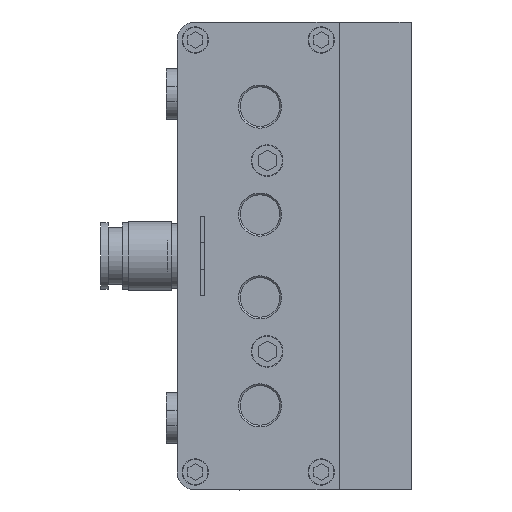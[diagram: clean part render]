
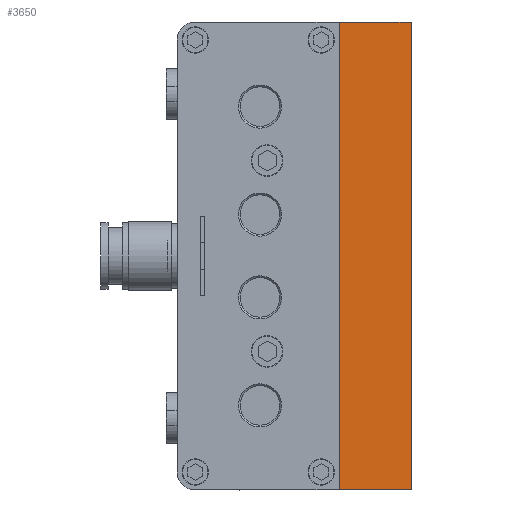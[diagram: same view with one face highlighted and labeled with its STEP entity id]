
A CAD part, left-side view. The second image highlights one B-rep face of the part: STEP entity #3650.
In plain terms, the highlighted planar face has unit normal (-1, 0, 0).
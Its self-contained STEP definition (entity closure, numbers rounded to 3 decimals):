
#950 = EDGE_CURVE ( 'NONE', #10472, #32377, #35463, .T. ) ;
#2375 = LINE ( 'NONE', #22514, #17233 ) ;
#3188 = DIRECTION ( 'NONE',  ( 0., 0., -1. ) ) ;
#3650 = ADVANCED_FACE ( 'NONE', ( #10792 ), #33969, .F. ) ;
#3680 = VECTOR ( 'NONE', #22340, 1000. ) ;
#6030 = DIRECTION ( 'NONE',  ( 1., 0., 0. ) ) ;
#6175 = CARTESIAN_POINT ( 'NONE',  ( -554., -20., 65. ) ) ;
#6189 = VECTOR ( 'NONE', #29205, 1000. ) ;
#7563 = VERTEX_POINT ( 'NONE', #9920 ) ;
#9433 = CARTESIAN_POINT ( 'NONE',  ( -554., -20., 65. ) ) ;
#9920 = CARTESIAN_POINT ( 'NONE',  ( -554., -20., -65. ) ) ;
#10472 = VERTEX_POINT ( 'NONE', #6175 ) ;
#10792 = FACE_OUTER_BOUND ( 'NONE', #11991, .T. ) ;
#11991 = EDGE_LOOP ( 'NONE', ( #20635, #25821, #15555, #14344 ) ) ;
#14344 = ORIENTED_EDGE ( 'NONE', *, *, #950, .T. ) ;
#14380 = CARTESIAN_POINT ( 'NONE',  ( -554., 0., 65. ) ) ;
#14968 = CARTESIAN_POINT ( 'NONE',  ( -554., -20., 65. ) ) ;
#15555 = ORIENTED_EDGE ( 'NONE', *, *, #22074, .F. ) ;
#16636 = DIRECTION ( 'NONE',  ( 0., 1., 0. ) ) ;
#16778 = AXIS2_PLACEMENT_3D ( 'NONE', #14968, #6030, #3188 ) ;
#17028 = CARTESIAN_POINT ( 'NONE',  ( -554., 0., 65. ) ) ;
#17233 = VECTOR ( 'NONE', #16636, 1000. ) ;
#18552 = VERTEX_POINT ( 'NONE', #35275 ) ;
#19503 = LINE ( 'NONE', #17028, #3680 ) ;
#19780 = CARTESIAN_POINT ( 'NONE',  ( -554., -20., 65. ) ) ;
#20635 = ORIENTED_EDGE ( 'NONE', *, *, #22759, .T. ) ;
#22074 = EDGE_CURVE ( 'NONE', #10472, #7563, #31707, .T. ) ;
#22340 = DIRECTION ( 'NONE',  ( 0., 0., -1. ) ) ;
#22514 = CARTESIAN_POINT ( 'NONE',  ( -554., -20., -65. ) ) ;
#22759 = EDGE_CURVE ( 'NONE', #32377, #18552, #19503, .T. ) ;
#24285 = VECTOR ( 'NONE', #37229, 1000. ) ;
#25821 = ORIENTED_EDGE ( 'NONE', *, *, #27340, .F. ) ;
#27340 = EDGE_CURVE ( 'NONE', #7563, #18552, #2375, .T. ) ;
#29205 = DIRECTION ( 'NONE',  ( 0., 1., 0. ) ) ;
#31707 = LINE ( 'NONE', #19780, #24285 ) ;
#32377 = VERTEX_POINT ( 'NONE', #14380 ) ;
#33969 = PLANE ( 'NONE',  #16778 ) ;
#35275 = CARTESIAN_POINT ( 'NONE',  ( -554., 0., -65. ) ) ;
#35463 = LINE ( 'NONE', #9433, #6189 ) ;
#37229 = DIRECTION ( 'NONE',  ( 0., 0., -1. ) ) ;
